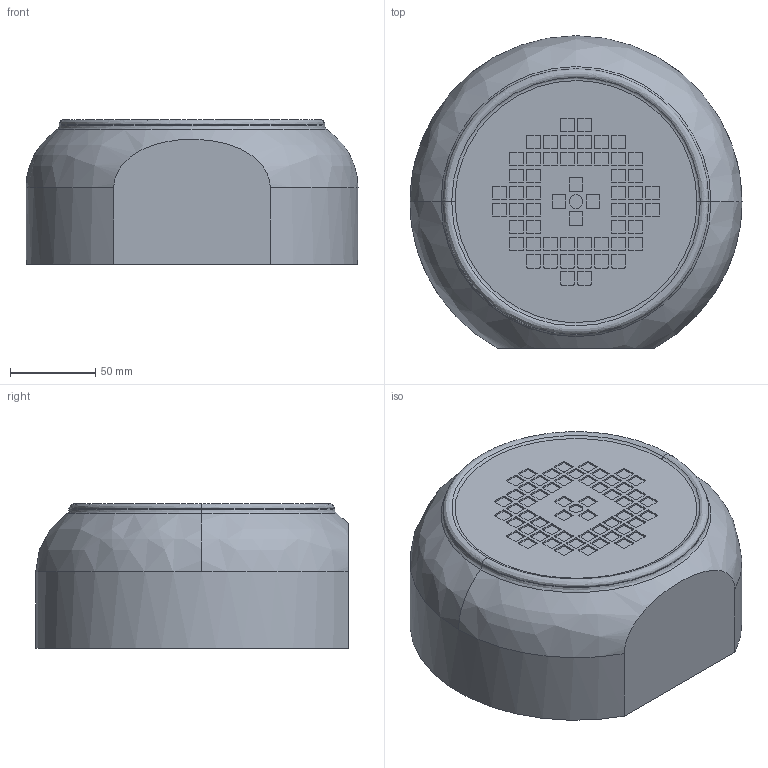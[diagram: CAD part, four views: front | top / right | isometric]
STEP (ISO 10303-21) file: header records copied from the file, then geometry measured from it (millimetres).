
FILE_DESCRIPTION (( 'STEP AP214' ), '1' );
FILE_NAME ('MTAP2-SHROUD-140.STEP', '2018-11-05T15:31:10', ( '' ), ( '' ), 'SwSTEP 2.0', 'SolidWorks 2017', '' );
FILE_SCHEMA (( 'AUTOMOTIVE_DESIGN' ));
Length unit declared in the file: inch
Products named in the file (1): MTAP2-SHROUD-140
Bounding box: 195 x 183.5 x 85 mm (x, y, z)
Volume: 137655 mm3; surface area: 144256.4 mm2
Topology: 1 solids, 1 shells, 536 faces, 1414 edges, 938 vertices
Faces by surface type: plane 286, cylinder 230, bspline 20
Entity records: 24368 total; most frequent: CARTESIAN_POINT 3661, DIRECTION 2940, ORIENTED_EDGE 2828, EDGE_CURVE 1414, AXIS2_PLACEMENT_3D 1017, VERTEX_POINT 938, LINE 906, VECTOR 906
